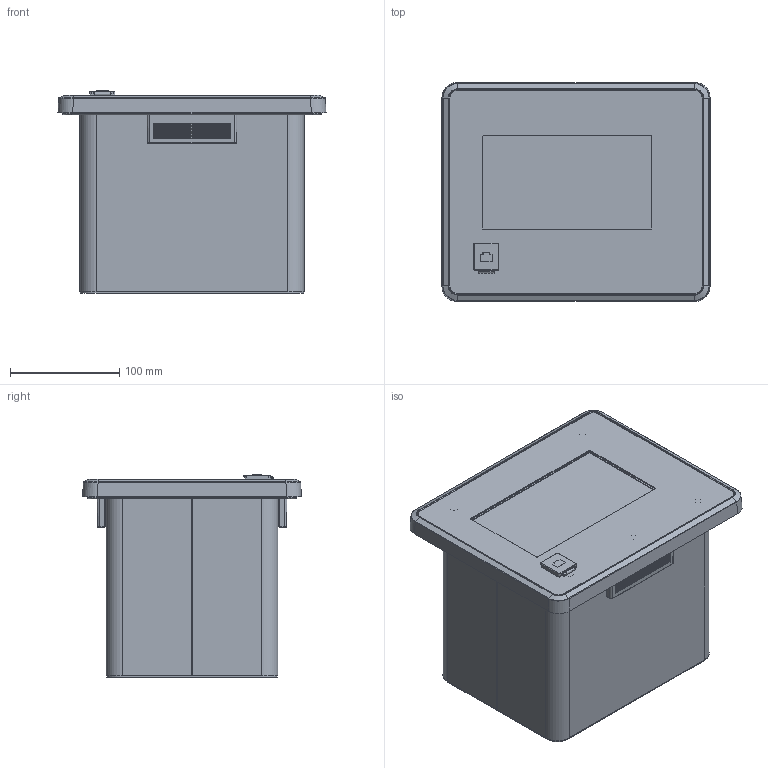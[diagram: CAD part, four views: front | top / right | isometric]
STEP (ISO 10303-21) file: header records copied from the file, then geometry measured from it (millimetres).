
FILE_DESCRIPTION(/* description */ (''),/* implementation_level */ '2;1');
FILE_NAME(/* name */ 'MVR 25x_3D CAD_20250127.stp',/* time_stamp */ '2025-01-27T17:02:19+01:00',/* author */ ('rsj'),/* organization */ (''),/* preprocessor_version */ 'ST-DEVELOPER v19.2',/* originating_system */ 'Autodesk Inventor 2023',/* authorisation */ '');
FILE_SCHEMA (('AUTOMOTIVE_DESIGN { 1 0 10303 214 3 1 1 }'));
Products named in the file (1): MVR 25x asm. Arcteq_Simplify_1
Bounding box: 245 x 200 x 184.7 mm (x, y, z)
Volume: 669392.7 mm3; surface area: 620888.2 mm2
Topology: 2 solids, 2 shells, 3750 faces, 9677 edges, 5769 vertices
Faces by surface type: plane 1237, cylinder 1127, bspline 733, cone 246, sphere 245, torus 162
Full cylindrical faces by diameter (mm): 3.2 x6, 5 x1, 6.5 x1
Entity records: 132861 total; most frequent: CARTESIAN_POINT 39010, DIRECTION 19484, ORIENTED_EDGE 18964, EDGE_CURVE 9482, AXIS2_PLACEMENT_3D 7469, VERTEX_POINT 5769, LINE 4546, VECTOR 4546
